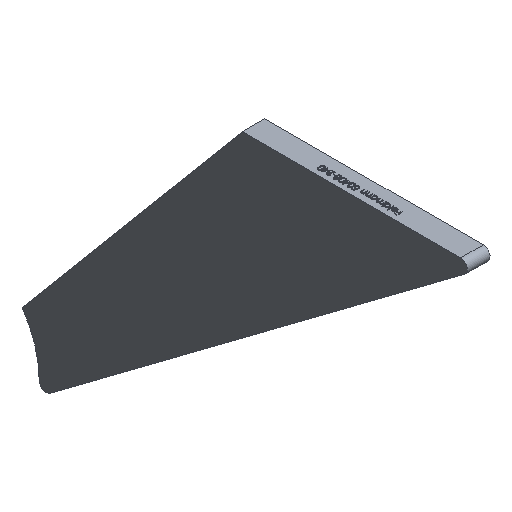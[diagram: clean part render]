
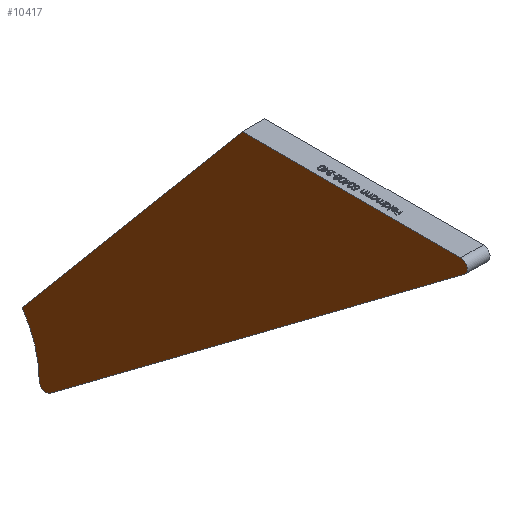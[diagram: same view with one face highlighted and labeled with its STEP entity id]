
A CAD part, isometric view. The second image highlights one B-rep face of the part: STEP entity #10417.
In plain terms, the highlighted planar face has unit normal (-1, 0, 0).
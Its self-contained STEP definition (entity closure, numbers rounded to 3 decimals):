
#254 = CARTESIAN_POINT ( 'NONE',  ( -2.5, 73.098, -58.215 ) ) ;
#728 = CARTESIAN_POINT ( 'NONE',  ( -2.5, 90.473, -70.361 ) ) ;
#1170 = CARTESIAN_POINT ( 'NONE',  ( -2.5, 67.773, -71.875 ) ) ;
#1232 = ORIENTED_EDGE ( 'NONE', *, *, #8581, .F. ) ;
#1320 = DIRECTION ( 'NONE',  ( 0., -1., 0. ) ) ;
#1876 = DIRECTION ( 'NONE',  ( -1., 0., 0. ) ) ;
#1881 = EDGE_CURVE ( 'NONE', #10443, #7231, #13543, .T. ) ;
#1956 = EDGE_CURVE ( 'NONE', #7231, #10175, #12717, .T. ) ;
#2039 = ORIENTED_EDGE ( 'NONE', *, *, #1881, .T. ) ;
#2174 = EDGE_CURVE ( 'NONE', #9140, #8704, #8920, .T. ) ;
#2794 = EDGE_LOOP ( 'NONE', ( #10892, #2039, #11884, #1232, #8356, #9450, #7998 ) ) ;
#2952 = CARTESIAN_POINT ( 'NONE',  ( -2.5, 24.25, 0. ) ) ;
#3161 = EDGE_CURVE ( 'NONE', #10443, #12429, #13531, .T. ) ;
#3250 = AXIS2_PLACEMENT_3D ( 'NONE', #11361, #9257, #4912 ) ;
#3348 = AXIS2_PLACEMENT_3D ( 'NONE', #5481, #5429, #9740 ) ;
#3404 = AXIS2_PLACEMENT_3D ( 'NONE', #728, #1876, #3916 ) ;
#3630 = CARTESIAN_POINT ( 'NONE',  ( -2.5, -24.25, -1.5 ) ) ;
#3895 = FACE_OUTER_BOUND ( 'NONE', #2794, .T. ) ;
#3916 = DIRECTION ( 'NONE',  ( 0., 0., 1. ) ) ;
#4028 = DIRECTION ( 'NONE',  ( 0., -0.643, 0.766 ) ) ;
#4368 = CARTESIAN_POINT ( 'NONE',  ( -2.5, 24.25, 0. ) ) ;
#4912 = DIRECTION ( 'NONE',  ( 0., 0., 1. ) ) ;
#4921 = PLANE ( 'NONE',  #3404 ) ;
#4936 = CARTESIAN_POINT ( 'NONE',  ( -2.5, -24.25, 0. ) ) ;
#5429 = DIRECTION ( 'NONE',  ( -1., 0., 0. ) ) ;
#5481 = CARTESIAN_POINT ( 'NONE',  ( -2.5, 90.473, -70.361 ) ) ;
#5746 = DIRECTION ( 'NONE',  ( -1., 0., 0. ) ) ;
#6053 = VERTEX_POINT ( 'NONE', #2952 ) ;
#6088 = DIRECTION ( 'NONE',  ( 0., 0., 1. ) ) ;
#6089 = AXIS2_PLACEMENT_3D ( 'NONE', #9212, #12367, #6088 ) ;
#6193 = VECTOR ( 'NONE', #12440, 1000. ) ;
#6842 = CARTESIAN_POINT ( 'NONE',  ( -2.5, -25.149, -2.701 ) ) ;
#7047 = CARTESIAN_POINT ( 'NONE',  ( -2.5, 69.273, -70.374 ) ) ;
#7231 = VERTEX_POINT ( 'NONE', #1170 ) ;
#7799 = LINE ( 'NONE', #8006, #6193 ) ;
#7964 = LINE ( 'NONE', #4368, #8778 ) ;
#7998 = ORIENTED_EDGE ( 'NONE', *, *, #11416, .F. ) ;
#8006 = CARTESIAN_POINT ( 'NONE',  ( -2.5, -25.149, -2.701 ) ) ;
#8190 = CARTESIAN_POINT ( 'NONE',  ( -2.5, 73.098, -58.215 ) ) ;
#8356 = ORIENTED_EDGE ( 'NONE', *, *, #2174, .T. ) ;
#8382 = CARTESIAN_POINT ( 'NONE',  ( -2.5, 66.874, -71.576 ) ) ;
#8581 = EDGE_CURVE ( 'NONE', #9140, #10175, #7799, .T. ) ;
#8704 = VERTEX_POINT ( 'NONE', #4936 ) ;
#8778 = VECTOR ( 'NONE', #1320, 1000. ) ;
#8920 = CIRCLE ( 'NONE', #9558, 1.5 ) ;
#9140 = VERTEX_POINT ( 'NONE', #6842 ) ;
#9212 = CARTESIAN_POINT ( 'NONE',  ( -2.5, 67.773, -70.375 ) ) ;
#9257 = DIRECTION ( 'NONE',  ( -1., 0., 0. ) ) ;
#9450 = ORIENTED_EDGE ( 'NONE', *, *, #10829, .F. ) ;
#9558 = AXIS2_PLACEMENT_3D ( 'NONE', #3630, #5746, #12954 ) ;
#9740 = DIRECTION ( 'NONE',  ( 0., 0., 1. ) ) ;
#10175 = VERTEX_POINT ( 'NONE', #8382 ) ;
#10417 = ADVANCED_FACE ( 'NONE', ( #3895 ), #4921, .T. ) ;
#10443 = VERTEX_POINT ( 'NONE', #7047 ) ;
#10499 = LINE ( 'NONE', #8190, #13478 ) ;
#10829 = EDGE_CURVE ( 'NONE', #6053, #8704, #7964, .T. ) ;
#10892 = ORIENTED_EDGE ( 'NONE', *, *, #3161, .F. ) ;
#11361 = CARTESIAN_POINT ( 'NONE',  ( -2.5, 67.773, -70.375 ) ) ;
#11416 = EDGE_CURVE ( 'NONE', #12429, #6053, #10499, .T. ) ;
#11884 = ORIENTED_EDGE ( 'NONE', *, *, #1956, .T. ) ;
#12367 = DIRECTION ( 'NONE',  ( -1., 0., 0. ) ) ;
#12429 = VERTEX_POINT ( 'NONE', #254 ) ;
#12440 = DIRECTION ( 'NONE',  ( 0., 0.801, -0.599 ) ) ;
#12717 = CIRCLE ( 'NONE', #6089, 1.5 ) ;
#12954 = DIRECTION ( 'NONE',  ( 0., 0., 1. ) ) ;
#13478 = VECTOR ( 'NONE', #4028, 1000. ) ;
#13531 = CIRCLE ( 'NONE', #3348, 21.2 ) ;
#13543 = CIRCLE ( 'NONE', #3250, 1.5 ) ;
